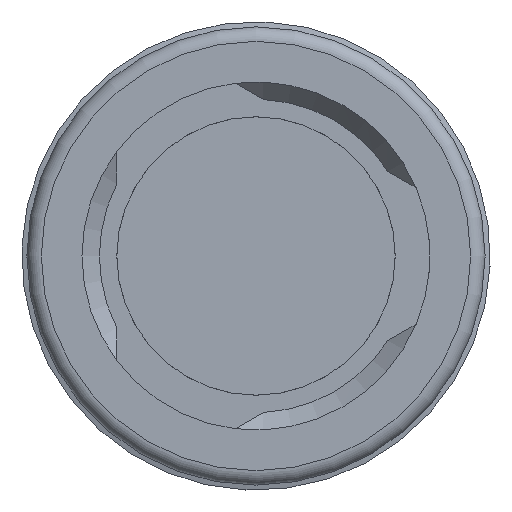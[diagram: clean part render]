
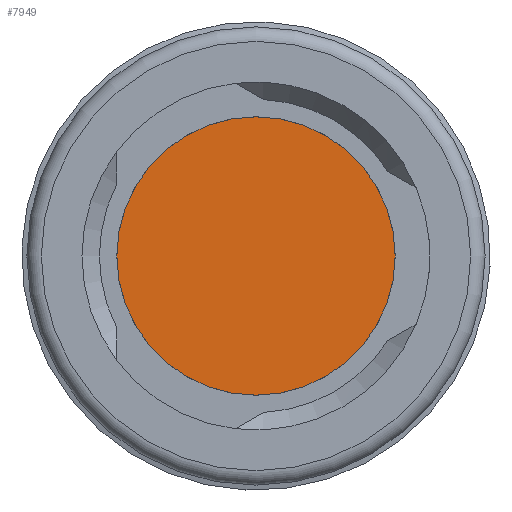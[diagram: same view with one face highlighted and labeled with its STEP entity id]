
A CAD part, left-side view. The second image highlights one B-rep face of the part: STEP entity #7949.
In plain terms, the highlighted planar face has unit normal (-1, 0, 0).
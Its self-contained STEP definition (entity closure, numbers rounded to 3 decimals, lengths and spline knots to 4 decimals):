
#2298=FACE_OUTER_BOUND('',#2766,.T.);
#2766=EDGE_LOOP('',(#5445));
#3321=CIRCLE('',#8423,4.7975);
#3472=VERTEX_POINT('',#10079);
#4269=EDGE_CURVE('',#3472,#3472,#3321,.T.);
#5445=ORIENTED_EDGE('',*,*,#4269,.F.);
#7797=PLANE('',#8422);
#7949=ADVANCED_FACE('',(#2298),#7797,.T.);
#8422=AXIS2_PLACEMENT_3D('',#10078,#8832,#8833);
#8423=AXIS2_PLACEMENT_3D('',#10080,#8834,#8835);
#8832=DIRECTION('center_axis',(-1.,0.,0.));
#8833=DIRECTION('ref_axis',(0.,0.,1.));
#8834=DIRECTION('center_axis',(1.,0.,0.));
#8835=DIRECTION('ref_axis',(0.,-1.,0.));
#10078=CARTESIAN_POINT('Origin',(10.0025,5.6704,0.));
#10079=CARTESIAN_POINT('',(10.0025,4.7975,0.));
#10080=CARTESIAN_POINT('Origin',(10.0025,0.,0.));
